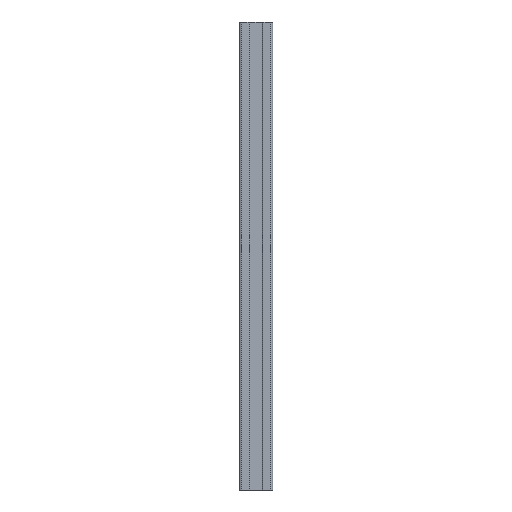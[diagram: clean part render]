
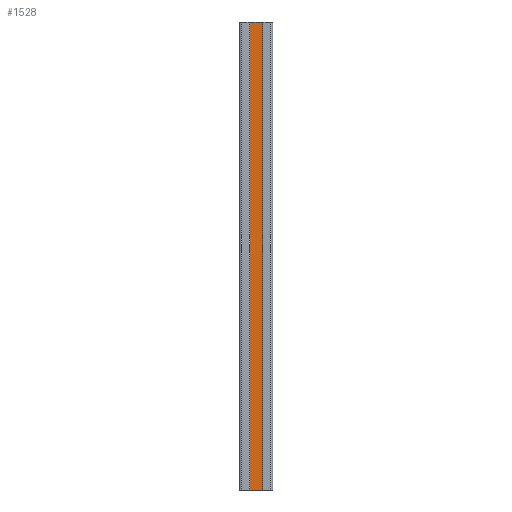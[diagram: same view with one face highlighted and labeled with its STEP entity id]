
A CAD part, left-side view. The second image highlights one B-rep face of the part: STEP entity #1528.
In plain terms, the highlighted planar face has unit normal (-1, 0, 0).
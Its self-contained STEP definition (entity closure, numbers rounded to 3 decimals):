
#124=DIRECTION('',(0.,1.,0.));
#125=VECTOR('',#124,5.586);
#126=CARTESIAN_POINT('',(-3.5,-2.793,0.));
#127=LINE('',#126,#125);
#291=DIRECTION('',(0.,1.,0.));
#292=VECTOR('',#291,5.586);
#293=CARTESIAN_POINT('',(-3.5,-2.793,-210.));
#294=LINE('',#293,#292);
#561=DIRECTION('',(0.,0.,-1.));
#562=VECTOR('',#561,210.);
#563=CARTESIAN_POINT('',(-3.5,2.793,0.));
#564=LINE('',#563,#562);
#565=DIRECTION('',(0.,0.,-1.));
#566=VECTOR('',#565,210.);
#567=CARTESIAN_POINT('',(-3.5,-2.793,0.));
#568=LINE('',#567,#566);
#673=CARTESIAN_POINT('',(-3.5,-2.793,0.));
#674=CARTESIAN_POINT('',(-3.5,-2.793,-210.));
#675=VERTEX_POINT('',#673);
#676=VERTEX_POINT('',#674);
#677=CARTESIAN_POINT('',(-3.5,2.793,0.));
#678=CARTESIAN_POINT('',(-3.5,2.793,-210.));
#679=VERTEX_POINT('',#677);
#680=VERTEX_POINT('',#678);
#1516=CARTESIAN_POINT('',(-3.5,-2.793,0.));
#1517=DIRECTION('',(1.,0.,0.));
#1518=DIRECTION('',(0.,1.,0.));
#1519=AXIS2_PLACEMENT_3D('',#1516,#1517,#1518);
#1520=PLANE('',#1519);
#1521=ORIENTED_EDGE('',*,*,#1007,.T.);
#1522=ORIENTED_EDGE('',*,*,#1511,.F.);
#1523=ORIENTED_EDGE('',*,*,#893,.F.);
#1525=ORIENTED_EDGE('',*,*,#1524,.T.);
#1526=EDGE_LOOP('',(#1521,#1522,#1523,#1525));
#1527=FACE_OUTER_BOUND('',#1526,.F.);
#1528=ADVANCED_FACE('',(#1527),#1520,.F.);
#893=EDGE_CURVE('',#675,#679,#127,.T.);
#1007=EDGE_CURVE('',#676,#680,#294,.T.);
#1511=EDGE_CURVE('',#679,#680,#564,.T.);
#1524=EDGE_CURVE('',#675,#676,#568,.T.);
